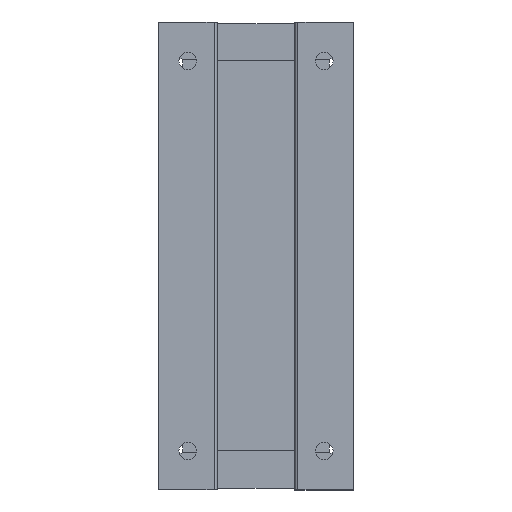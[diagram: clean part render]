
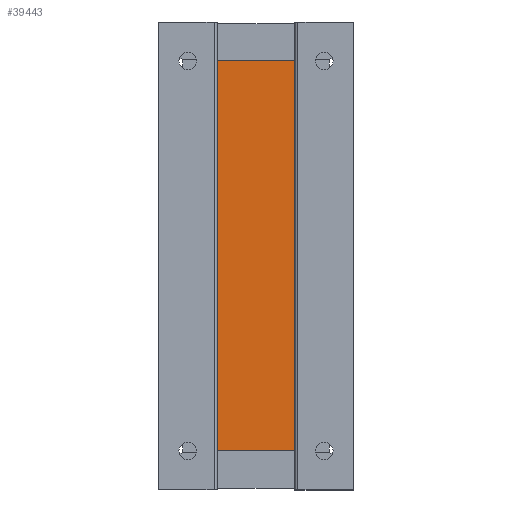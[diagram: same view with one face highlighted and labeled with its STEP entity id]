
A CAD part, front view. The second image highlights one B-rep face of the part: STEP entity #39443.
In plain terms, the highlighted planar face has unit normal (0, -1, 0).
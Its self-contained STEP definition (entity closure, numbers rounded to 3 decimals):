
#2859=FACE_OUTER_BOUND('',#5114,.T.);
#5114=EDGE_LOOP('',(#26236,#26237,#26238,#26239));
#7694=LINE('',#55104,#12151);
#7695=LINE('',#55107,#12152);
#7696=LINE('',#55109,#12153);
#7697=LINE('',#55110,#12154);
#12151=VECTOR('',#45098,10.);
#12152=VECTOR('',#45101,10.);
#12153=VECTOR('',#45102,10.);
#12154=VECTOR('',#45103,10.);
#16601=VERTEX_POINT('',#55097);
#16604=VERTEX_POINT('',#55102);
#16605=VERTEX_POINT('',#55106);
#16606=VERTEX_POINT('',#55108);
#20426=EDGE_CURVE('',#16601,#16604,#7694,.T.);
#20427=EDGE_CURVE('',#16605,#16601,#7695,.T.);
#20428=EDGE_CURVE('',#16606,#16604,#7696,.T.);
#20429=EDGE_CURVE('',#16605,#16606,#7697,.T.);
#26236=ORIENTED_EDGE('',*,*,#20427,.T.);
#26237=ORIENTED_EDGE('',*,*,#20426,.T.);
#26238=ORIENTED_EDGE('',*,*,#20428,.F.);
#26239=ORIENTED_EDGE('',*,*,#20429,.F.);
#37787=PLANE('',#42272);
#39443=ADVANCED_FACE('',(#2859),#37787,.T.);
#42272=AXIS2_PLACEMENT_3D('',#55105,#45099,#45100);
#45098=DIRECTION('',(1.,0.,0.));
#45099=DIRECTION('center_axis',(0.,-1.,0.));
#45100=DIRECTION('ref_axis',(0.,0.,-1.));
#45101=DIRECTION('',(0.,0.,-1.));
#45102=DIRECTION('',(0.,0.,-1.));
#45103=DIRECTION('',(1.,0.,0.));
#55097=CARTESIAN_POINT('',(0.,0.,0.));
#55102=CARTESIAN_POINT('',(40.,0.,0.));
#55104=CARTESIAN_POINT('',(0.,0.,0.));
#55105=CARTESIAN_POINT('Origin',(0.,0.,200.));
#55106=CARTESIAN_POINT('',(0.,0.,200.));
#55107=CARTESIAN_POINT('',(0.,0.,200.));
#55108=CARTESIAN_POINT('',(40.,0.,200.));
#55109=CARTESIAN_POINT('',(40.,0.,200.));
#55110=CARTESIAN_POINT('',(0.,0.,200.));
